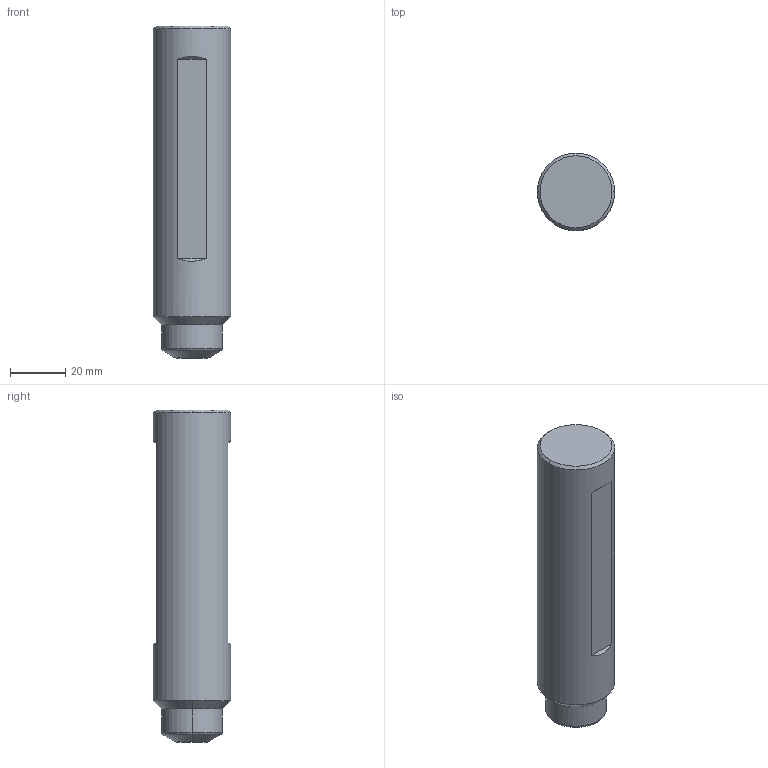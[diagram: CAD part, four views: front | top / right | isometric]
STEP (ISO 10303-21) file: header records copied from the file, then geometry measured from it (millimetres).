
FILE_DESCRIPTION(/* description */ (''),/* implementation_level */ '2;1');
FILE_NAME(/* name */ '1586151091641.stp',/* time_stamp */ '2020-04-06T11:02:04+06:00',/* author */ (''),/* organization */ ('SMS'),/* preprocessor_version */ 'ST-DEVELOPER v16.7',/* originating_system */ 'SIEMENS PLM Software NX 12.0',/* authorisation */ '');
FILE_SCHEMA (('AUTOMOTIVE_DESIGN { 1 0 10303 214 3 1 1 1 }'));
Length unit declared in the file: millimetre
Products named in the file (1): 202235318mod000_00
Bounding box: 28 x 28 x 120 mm (x, y, z)
Volume: 65954.6 mm3; surface area: 13009.7 mm2
Topology: 1 solids, 1 shells, 23 faces, 46 edges, 31 vertices
Faces by surface type: plane 9, cone 6, cylinder 4, torus 4
Full cylindrical faces by diameter (mm): 7 x1, 28 x1
Entity records: 731 total; most frequent: CARTESIAN_POINT 130, DIRECTION 126, ORIENTED_EDGE 104, EDGE_CURVE 52, AXIS2_PLACEMENT_3D 51, VERTEX_POINT 36, EDGE_LOOP 28, LINE 24
